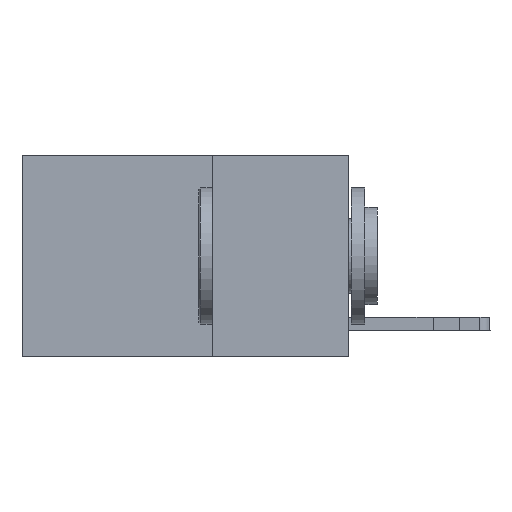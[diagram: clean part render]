
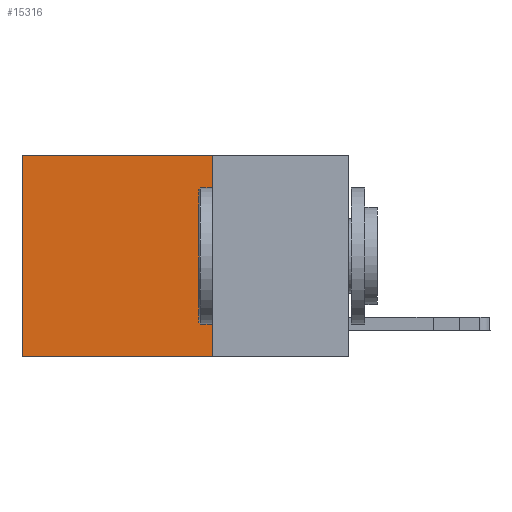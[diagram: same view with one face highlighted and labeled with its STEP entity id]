
A CAD part, left-side view. The second image highlights one B-rep face of the part: STEP entity #15316.
In plain terms, the highlighted planar face has unit normal (-1, 0, 0).
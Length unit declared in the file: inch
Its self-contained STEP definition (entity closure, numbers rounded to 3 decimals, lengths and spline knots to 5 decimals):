
#126 = LINE ( 'NONE', #9327, #3568 ) ;
#239 = ORIENTED_EDGE ( 'NONE', *, *, #15919, .F. ) ;
#426 = DIRECTION ( 'NONE',  ( 0., 1., 0. ) ) ;
#857 = DIRECTION ( 'NONE',  ( 0., 0., -1. ) ) ;
#1427 = ORIENTED_EDGE ( 'NONE', *, *, #15097, .T. ) ;
#2058 = EDGE_LOOP ( 'NONE', ( #8455, #239, #9106, #1427 ) ) ;
#2205 = LINE ( 'NONE', #7424, #11997 ) ;
#3158 = CARTESIAN_POINT ( 'NONE',  ( 0.2625, 0.25, 0. ) ) ;
#3237 = CARTESIAN_POINT ( 'NONE',  ( 0.2625, 0.6, 0. ) ) ;
#3427 = VECTOR ( 'NONE', #857, 39.37008 ) ;
#3568 = VECTOR ( 'NONE', #6233, 39.37008 ) ;
#3727 = DIRECTION ( 'NONE',  ( 0., 1., 0. ) ) ;
#3825 = AXIS2_PLACEMENT_3D ( 'NONE', #8347, #12255, #10978 ) ;
#4286 = VERTEX_POINT ( 'NONE', #13986 ) ;
#4968 = EDGE_CURVE ( 'NONE', #13157, #5484, #126, .T. ) ;
#5484 = VERTEX_POINT ( 'NONE', #15977 ) ;
#6233 = DIRECTION ( 'NONE',  ( 0., 0., -1. ) ) ;
#7424 = CARTESIAN_POINT ( 'NONE',  ( 0.2625, 0.25, 0. ) ) ;
#8347 = CARTESIAN_POINT ( 'NONE',  ( 0.2625, 0.25, 0. ) ) ;
#8455 = ORIENTED_EDGE ( 'NONE', *, *, #11558, .T. ) ;
#9106 = ORIENTED_EDGE ( 'NONE', *, *, #4968, .F. ) ;
#9327 = CARTESIAN_POINT ( 'NONE',  ( 0.2625, 0.25, 0. ) ) ;
#9601 = FACE_OUTER_BOUND ( 'NONE', #2058, .T. ) ;
#10978 = DIRECTION ( 'NONE',  ( 0., 0., -1. ) ) ;
#11558 = EDGE_CURVE ( 'NONE', #4286, #15916, #13721, .T. ) ;
#11997 = VECTOR ( 'NONE', #3727, 39.37008 ) ;
#12118 = CARTESIAN_POINT ( 'NONE',  ( 0.2625, 0.25, -0.37 ) ) ;
#12196 = CARTESIAN_POINT ( 'NONE',  ( 0.2625, 0.6, -0.37 ) ) ;
#12255 = DIRECTION ( 'NONE',  ( 1., 0., 0. ) ) ;
#13157 = VERTEX_POINT ( 'NONE', #3158 ) ;
#13721 = LINE ( 'NONE', #3237, #3427 ) ;
#13986 = CARTESIAN_POINT ( 'NONE',  ( 0.2625, 0.6, 0. ) ) ;
#14808 = PLANE ( 'NONE',  #3825 ) ;
#15097 = EDGE_CURVE ( 'NONE', #13157, #4286, #2205, .T. ) ;
#15316 = ADVANCED_FACE ( 'NONE', ( #9601 ), #14808, .F. ) ;
#15916 = VERTEX_POINT ( 'NONE', #12196 ) ;
#15919 = EDGE_CURVE ( 'NONE', #5484, #15916, #16037, .T. ) ;
#15977 = CARTESIAN_POINT ( 'NONE',  ( 0.2625, 0.25, -0.37 ) ) ;
#16037 = LINE ( 'NONE', #12118, #16676 ) ;
#16676 = VECTOR ( 'NONE', #426, 39.37008 ) ;
